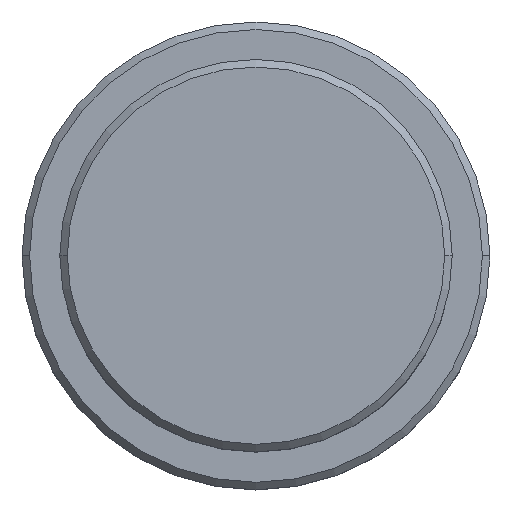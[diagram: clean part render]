
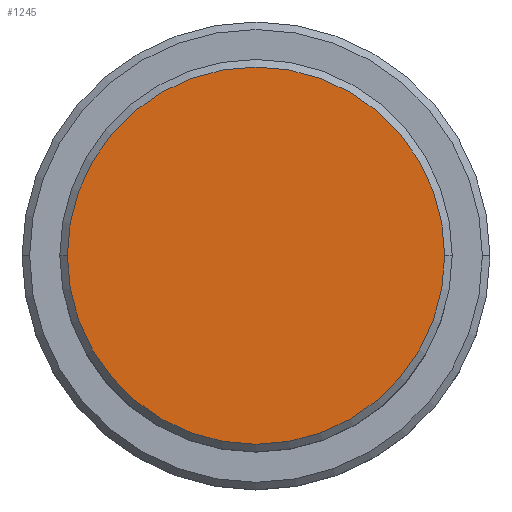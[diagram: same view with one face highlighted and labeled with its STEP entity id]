
A CAD part, top view. The second image highlights one B-rep face of the part: STEP entity #1245.
In plain terms, the highlighted planar face has unit normal (0, 0, 1).
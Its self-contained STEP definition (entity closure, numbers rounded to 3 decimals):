
#117 = CARTESIAN_POINT ( 'NONE',  ( -12.5, 0., 0. ) ) ;
#150 = VERTEX_POINT ( 'NONE', #993 ) ;
#193 = DIRECTION ( 'NONE',  ( 1., 0., 0. ) ) ;
#249 = CARTESIAN_POINT ( 'NONE',  ( 0., 0., 0. ) ) ;
#268 = EDGE_LOOP ( 'NONE', ( #1155, #596 ) ) ;
#277 = AXIS2_PLACEMENT_3D ( 'NONE', #1184, #643, #1063 ) ;
#300 = PLANE ( 'NONE',  #960 ) ;
#533 = VERTEX_POINT ( 'NONE', #117 ) ;
#547 = DIRECTION ( 'NONE',  ( 1., 0., 0. ) ) ;
#570 = CIRCLE ( 'NONE', #277, 12.5 ) ;
#596 = ORIENTED_EDGE ( 'NONE', *, *, #770, .T. ) ;
#643 = DIRECTION ( 'NONE',  ( 0., 0., 1. ) ) ;
#733 = AXIS2_PLACEMENT_3D ( 'NONE', #249, #1311, #547 ) ;
#770 = EDGE_CURVE ( 'NONE', #150, #533, #570, .T. ) ;
#949 = EDGE_CURVE ( 'NONE', #533, #150, #1408, .T. ) ;
#960 = AXIS2_PLACEMENT_3D ( 'NONE', #961, #1288, #193 ) ;
#961 = CARTESIAN_POINT ( 'NONE',  ( 0., 0., 0. ) ) ;
#993 = CARTESIAN_POINT ( 'NONE',  ( 12.5, 0., 0. ) ) ;
#1063 = DIRECTION ( 'NONE',  ( 1., 0., 0. ) ) ;
#1155 = ORIENTED_EDGE ( 'NONE', *, *, #949, .T. ) ;
#1159 = FACE_OUTER_BOUND ( 'NONE', #268, .T. ) ;
#1184 = CARTESIAN_POINT ( 'NONE',  ( 0., 0., 0. ) ) ;
#1245 = ADVANCED_FACE ( 'NONE', ( #1159 ), #300, .T. ) ;
#1288 = DIRECTION ( 'NONE',  ( 0., 0., 1. ) ) ;
#1311 = DIRECTION ( 'NONE',  ( 0., 0., 1. ) ) ;
#1408 = CIRCLE ( 'NONE', #733, 12.5 ) ;
